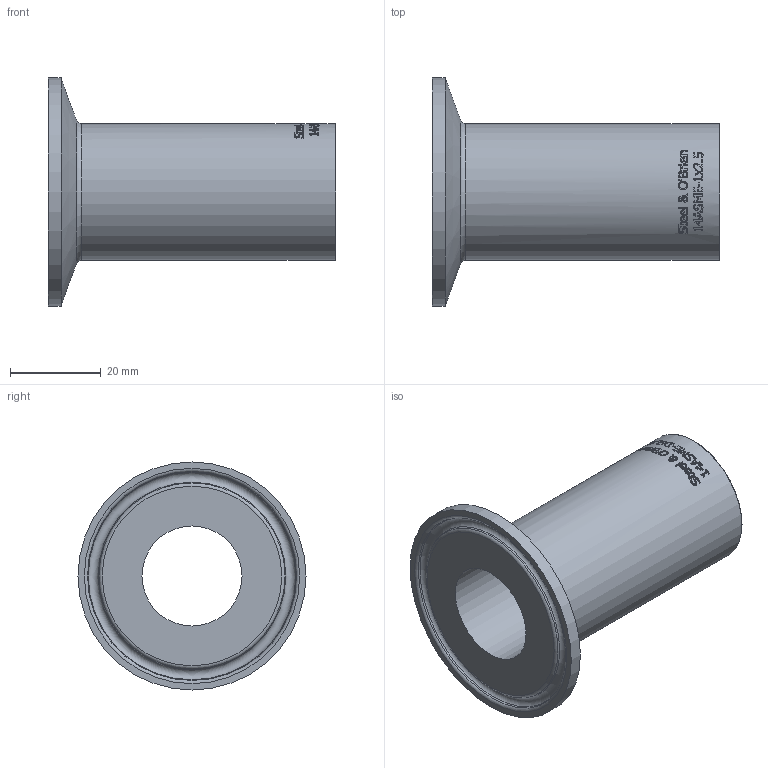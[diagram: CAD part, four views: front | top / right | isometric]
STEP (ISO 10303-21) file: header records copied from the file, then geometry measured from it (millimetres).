
FILE_DESCRIPTION(/* description */ (''),/* implementation_level */ '2;1');
FILE_NAME(/* name */ '14ASME-1X2.5.stp',/* time_stamp */ '2021-09-22T08:20:04-04:00',/* author */ ('rick'),/* organization */ (''),/* preprocessor_version */ 'ST-DEVELOPER v18',/* originating_system */ 'Autodesk Inventor 2020',/* authorisation */ '');
FILE_SCHEMA (('AUTOMOTIVE_DESIGN { 1 0 10303 214 3 1 1 }'));
Length unit declared in the file: inch
Products named in the file (1): 14ASME-1X2.5
Bounding box: 63.5 x 50.39 x 50.39 mm (x, y, z)
Volume: 26530.1 mm3; surface area: 13775.1 mm2
Topology: 1 solids, 1 shells, 399 faces, 1094 edges, 734 vertices
Faces by surface type: plane 190, bspline 161, cylinder 39, torus 6, cone 3
Full cylindrical faces by diameter (mm): 22.098 x1, 30.226 x1, 50.394 x1
Entity records: 16175 total; most frequent: CARTESIAN_POINT 6778, ORIENTED_EDGE 2188, DIRECTION 1520, EDGE_CURVE 1094, VERTEX_POINT 734, AXIS2_PLACEMENT_3D 509, LINE 502, VECTOR 502
